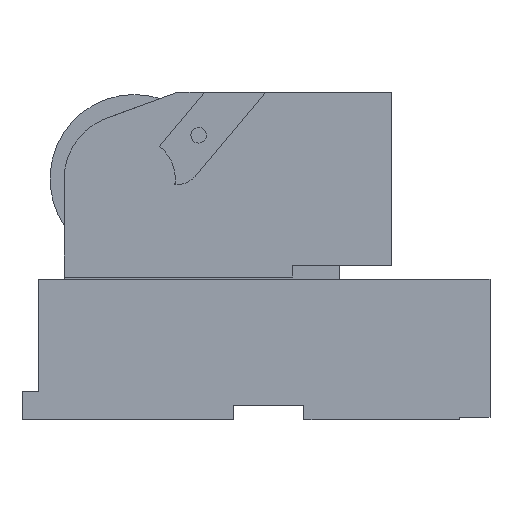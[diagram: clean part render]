
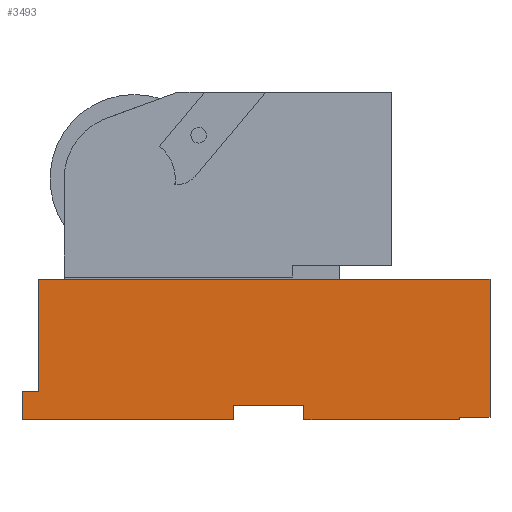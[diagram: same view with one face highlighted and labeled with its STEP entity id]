
A CAD part, front view. The second image highlights one B-rep face of the part: STEP entity #3493.
In plain terms, the highlighted planar face has unit normal (0, -1, 0).
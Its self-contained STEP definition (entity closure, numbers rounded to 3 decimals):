
#2182=CARTESIAN_POINT('Vertex',(-10.,-159.86,-4.887)) ;
#2185=CARTESIAN_POINT('Line Origine',(-6.5,-159.86,-4.887)) ;
#2189=CARTESIAN_POINT('Vertex',(-3.,-159.86,-4.887)) ;
#2263=CARTESIAN_POINT('Line Origine',(183.5,-159.86,-15.887)) ;
#2267=CARTESIAN_POINT('Vertex',(177.,-159.86,-15.887)) ;
#2269=CARTESIAN_POINT('Vertex',(190.,-159.86,-15.887)) ;
#2294=CARTESIAN_POINT('Line Origine',(177.,-159.86,-16.387)) ;
#2298=CARTESIAN_POINT('Vertex',(177.,-159.86,-16.887)) ;
#2318=CARTESIAN_POINT('Line Origine',(143.75,-159.86,-16.887)) ;
#2322=CARTESIAN_POINT('Vertex',(110.5,-159.86,-16.887)) ;
#2396=CARTESIAN_POINT('Line Origine',(110.5,-159.86,-13.887)) ;
#2400=CARTESIAN_POINT('Vertex',(110.5,-159.86,-10.887)) ;
#2424=CARTESIAN_POINT('Vertex',(80.5,-159.86,-10.887)) ;
#2427=CARTESIAN_POINT('Line Origine',(95.5,-159.86,-10.887)) ;
#2448=CARTESIAN_POINT('Vertex',(80.5,-159.86,-16.887)) ;
#2451=CARTESIAN_POINT('Line Origine',(80.5,-159.86,-13.887)) ;
#2463=CARTESIAN_POINT('Line Origine',(35.25,-159.86,-16.887)) ;
#2467=CARTESIAN_POINT('Vertex',(-10.,-159.86,-16.887)) ;
#2563=CARTESIAN_POINT('Line Origine',(-10.,-159.86,-10.887)) ;
#3409=CARTESIAN_POINT('Vertex',(-3.,-159.86,43.113)) ;
#3412=CARTESIAN_POINT('Line Origine',(93.5,-159.86,43.113)) ;
#3416=CARTESIAN_POINT('Vertex',(190.,-159.86,43.113)) ;
#3464=CARTESIAN_POINT('Axis2P3D Location',(177.,-159.86,-16.887)) ;
#3469=CARTESIAN_POINT('Line Origine',(190.,-159.86,13.613)) ;
#3474=CARTESIAN_POINT('Line Origine',(-3.,-159.86,19.113)) ;
#2186=DIRECTION('Vector Direction',(1.,0.,0.)) ;
#2264=DIRECTION('Vector Direction',(1.,0.,0.)) ;
#2295=DIRECTION('Vector Direction',(0.,0.,1.)) ;
#2319=DIRECTION('Vector Direction',(-1.,0.,0.)) ;
#2397=DIRECTION('Vector Direction',(0.,0.,1.)) ;
#2428=DIRECTION('Vector Direction',(1.,0.,0.)) ;
#2452=DIRECTION('Vector Direction',(0.,0.,1.)) ;
#2464=DIRECTION('Vector Direction',(-1.,0.,0.)) ;
#2564=DIRECTION('Vector Direction',(0.,0.,1.)) ;
#3413=DIRECTION('Vector Direction',(1.,0.,0.)) ;
#3465=DIRECTION('Axis2P3D Direction',(0.,1.,-0.)) ;
#3466=DIRECTION('Axis2P3D XDirection',(-1.,0.,0.)) ;
#3470=DIRECTION('Vector Direction',(0.,0.,-1.)) ;
#3475=DIRECTION('Vector Direction',(0.,0.,-1.)) ;
#3467=AXIS2_PLACEMENT_3D('Plane Axis2P3D',#3464,#3465,#3466) ;
#3480=ORIENTED_EDGE('',*,*,#2191,.F.) ;
#3481=ORIENTED_EDGE('',*,*,#2567,.F.) ;
#3482=ORIENTED_EDGE('',*,*,#2469,.T.) ;
#3483=ORIENTED_EDGE('',*,*,#2455,.T.) ;
#3484=ORIENTED_EDGE('',*,*,#2431,.T.) ;
#3485=ORIENTED_EDGE('',*,*,#2402,.F.) ;
#3486=ORIENTED_EDGE('',*,*,#2324,.T.) ;
#3487=ORIENTED_EDGE('',*,*,#2300,.T.) ;
#3488=ORIENTED_EDGE('',*,*,#2271,.T.) ;
#3489=ORIENTED_EDGE('',*,*,#3473,.F.) ;
#3490=ORIENTED_EDGE('',*,*,#3418,.F.) ;
#3491=ORIENTED_EDGE('',*,*,#3478,.T.) ;
#2187=VECTOR('Line Direction',#2186,1.) ;
#2265=VECTOR('Line Direction',#2264,1.) ;
#2296=VECTOR('Line Direction',#2295,1.) ;
#2320=VECTOR('Line Direction',#2319,1.) ;
#2398=VECTOR('Line Direction',#2397,1.) ;
#2429=VECTOR('Line Direction',#2428,1.) ;
#2453=VECTOR('Line Direction',#2452,1.) ;
#2465=VECTOR('Line Direction',#2464,1.) ;
#2565=VECTOR('Line Direction',#2564,1.) ;
#3414=VECTOR('Line Direction',#3413,1.) ;
#3471=VECTOR('Line Direction',#3470,1.) ;
#3476=VECTOR('Line Direction',#3475,1.) ;
#3493=ADVANCED_FACE('Brep With Voids',(#3492),#3468,.F.) ;
#2191=EDGE_CURVE('',#2183,#2190,#2188,.T.) ;
#2271=EDGE_CURVE('',#2268,#2270,#2266,.T.) ;
#2300=EDGE_CURVE('',#2299,#2268,#2297,.T.) ;
#2324=EDGE_CURVE('',#2323,#2299,#2321,.F.) ;
#2402=EDGE_CURVE('',#2323,#2401,#2399,.T.) ;
#2431=EDGE_CURVE('',#2425,#2401,#2430,.T.) ;
#2455=EDGE_CURVE('',#2449,#2425,#2454,.T.) ;
#2469=EDGE_CURVE('',#2468,#2449,#2466,.F.) ;
#2567=EDGE_CURVE('',#2468,#2183,#2566,.T.) ;
#3418=EDGE_CURVE('',#3410,#3417,#3415,.T.) ;
#3473=EDGE_CURVE('',#3417,#2270,#3472,.T.) ;
#3478=EDGE_CURVE('',#3410,#2190,#3477,.T.) ;
#3479=EDGE_LOOP('',(#3480,#3481,#3482,#3483,#3484,#3485,#3486,#3487,#3488,#3489,#3490,#3491)) ;
#3492=FACE_OUTER_BOUND('',#3479,.T.) ;
#2188=LINE('Line',#2185,#2187) ;
#2266=LINE('Line',#2263,#2265) ;
#2297=LINE('Line',#2294,#2296) ;
#2321=LINE('Line',#2318,#2320) ;
#2399=LINE('Line',#2396,#2398) ;
#2430=LINE('Line',#2427,#2429) ;
#2454=LINE('Line',#2451,#2453) ;
#2466=LINE('Line',#2463,#2465) ;
#2566=LINE('Line',#2563,#2565) ;
#3415=LINE('Line',#3412,#3414) ;
#3472=LINE('Line',#3469,#3471) ;
#3477=LINE('Line',#3474,#3476) ;
#3468=PLANE('Plane',#3467) ;
#2183=VERTEX_POINT('',#2182) ;
#2190=VERTEX_POINT('',#2189) ;
#2268=VERTEX_POINT('',#2267) ;
#2270=VERTEX_POINT('',#2269) ;
#2299=VERTEX_POINT('',#2298) ;
#2323=VERTEX_POINT('',#2322) ;
#2401=VERTEX_POINT('',#2400) ;
#2425=VERTEX_POINT('',#2424) ;
#2449=VERTEX_POINT('',#2448) ;
#2468=VERTEX_POINT('',#2467) ;
#3410=VERTEX_POINT('',#3409) ;
#3417=VERTEX_POINT('',#3416) ;
